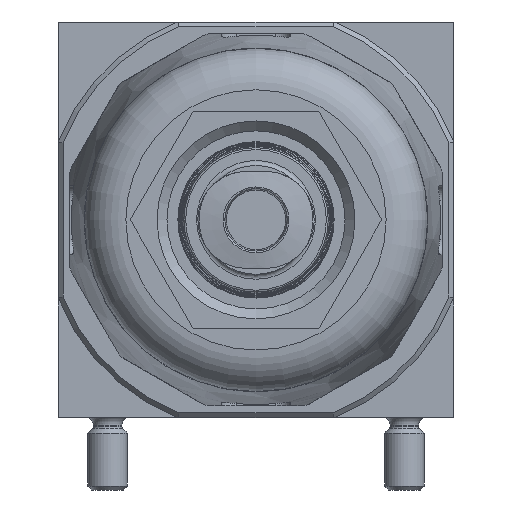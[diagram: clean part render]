
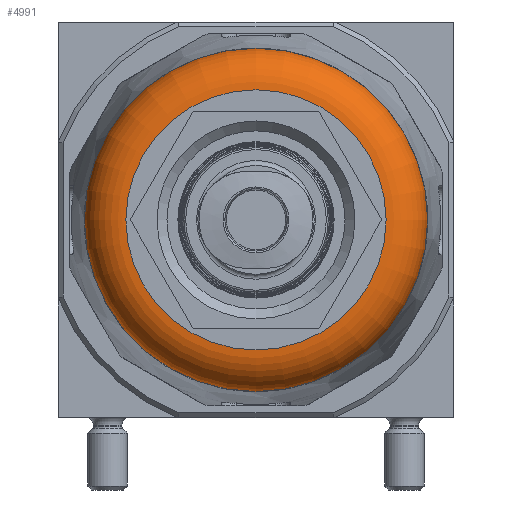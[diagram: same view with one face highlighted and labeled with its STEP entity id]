
A CAD part, front view. The second image highlights one B-rep face of the part: STEP entity #4991.
In plain terms, the highlighted toroidal (fillet/blend) face has major radius 13.15 mm and minor radius 4.2 mm.
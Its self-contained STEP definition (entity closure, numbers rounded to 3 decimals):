
#45=TOROIDAL_SURFACE('',#5320,13.15,4.2);
#1236=ORIENTED_EDGE('',*,*,#2039,.T.);
#1237=ORIENTED_EDGE('',*,*,#2038,.F.);
#2038=EDGE_CURVE('',#2439,#2439,#2671,.T.);
#2039=EDGE_CURVE('',#2440,#2440,#2672,.T.);
#2439=VERTEX_POINT('',#7397);
#2440=VERTEX_POINT('',#7400);
#2671=CIRCLE('',#5319,13.15);
#2672=CIRCLE('',#5321,17.35);
#2876=EDGE_LOOP('',(#1236));
#2877=EDGE_LOOP('',(#1237));
#3184=FACE_BOUND('',#2876,.T.);
#3185=FACE_BOUND('',#2877,.T.);
#4991=ADVANCED_FACE('',(#3184,#3185),#45,.T.);
#5319=AXIS2_PLACEMENT_3D('',#7396,#6044,#6045);
#5320=AXIS2_PLACEMENT_3D('',#7398,#6046,#6047);
#5321=AXIS2_PLACEMENT_3D('',#7399,#6048,#6049);
#6044=DIRECTION('',(0.,-1.,0.));
#6045=DIRECTION('',(0.,0.,-1.));
#6046=DIRECTION('',(0.,-1.,0.));
#6047=DIRECTION('',(0.,0.,-1.));
#6048=DIRECTION('',(0.,-1.,0.));
#6049=DIRECTION('',(0.,0.,-1.));
#7396=CARTESIAN_POINT('',(0.,-119.,0.));
#7397=CARTESIAN_POINT('',(0.,-119.,-13.15));
#7398=CARTESIAN_POINT('',(0.,-114.8,0.));
#7399=CARTESIAN_POINT('',(0.,-114.8,0.));
#7400=CARTESIAN_POINT('',(0.,-114.8,-17.35));
